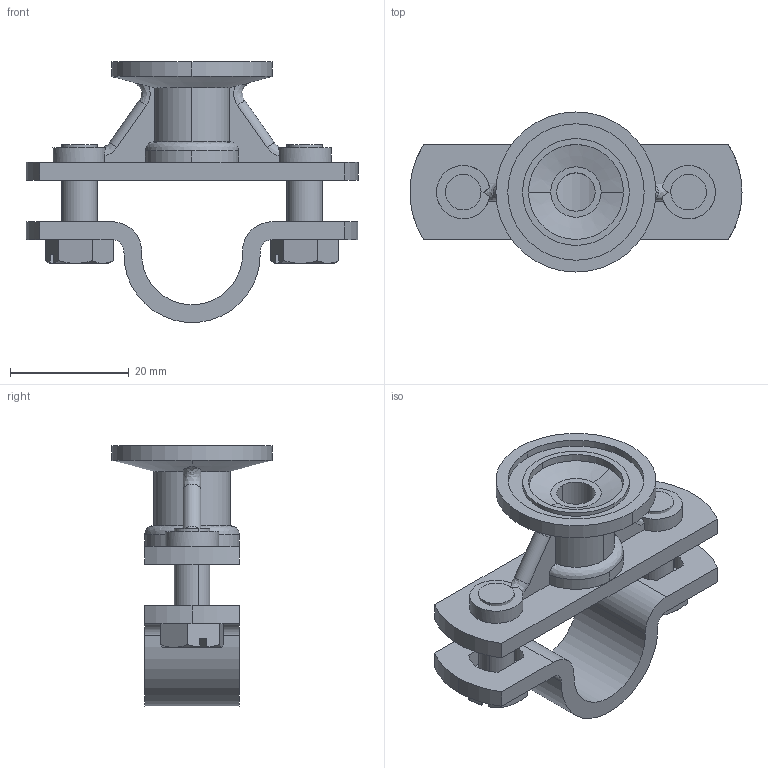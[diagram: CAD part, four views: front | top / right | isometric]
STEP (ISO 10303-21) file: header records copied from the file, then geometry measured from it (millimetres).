
FILE_DESCRIPTION (( 'STEP AP214' ), '1' );
FILE_NAME ('5412609.stp', '2018-11-22T07:56:41', ( '' ), ( '' ), 'SwSTEP 2.0', 'SolidWorks 2016', '' );
FILE_SCHEMA (( 'AUTOMOTIVE_DESIGN' ));
Length unit declared in the file: millimetre
Products named in the file (5): 0071153_2.stp_Standard; 057723_2.STP_Standard; SKT-Schraube-M6x16_mit_Kombischlitz.1.STP_Standard; 5412609_Standard; 5412609
Assembly tree (5 placements, depth 3):
  5412609
    5412609_Standard
    057723_2.STP_Standard  x2
      SKT-Schraube-M6x16_mit_Kombischlitz.1.STP_Standard
    0071153_2.stp_Standard
Bounding box: 55.98 x 27 x 43.96 mm (x, y, z)
Volume: 9950.3 mm3; surface area: 8747.3 mm2
Topology: 4 solids, 4 shells, 197 faces, 548 edges, 361 vertices
Faces by surface type: plane 94, cylinder 50, cone 30, bspline 23
Entity records: 7432 total; most frequent: CARTESIAN_POINT 2256, ORIENTED_EDGE 780, DIRECTION 681, EDGE_CURVE 390, VERTEX_POINT 261, AXIS2_PLACEMENT_3D 261, LINE 159, VECTOR 159
